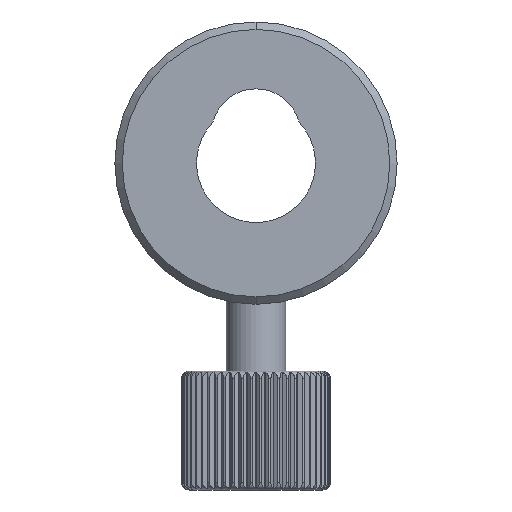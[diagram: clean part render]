
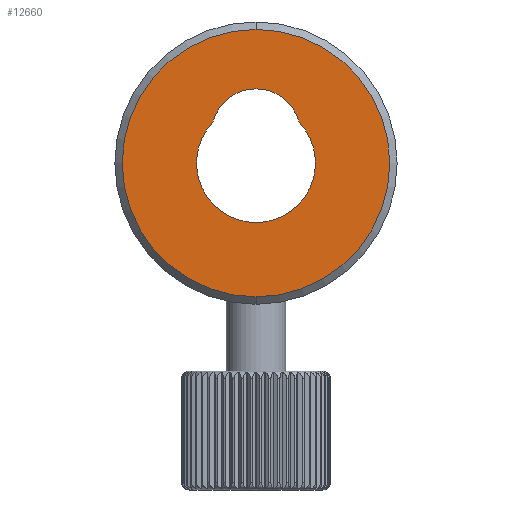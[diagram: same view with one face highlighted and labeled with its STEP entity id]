
A CAD part, front view. The second image highlights one B-rep face of the part: STEP entity #12660.
In plain terms, the highlighted planar face has unit normal (0, -1, 0).
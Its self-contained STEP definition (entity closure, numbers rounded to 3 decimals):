
#58 = EDGE_CURVE ( 'NONE', #11142, #4896, #5063, .T. ) ;
#391 = AXIS2_PLACEMENT_3D ( 'NONE', #10592, #4247, #11642 ) ;
#593 = CARTESIAN_POINT ( 'NONE',  ( 0., -3.2, 0. ) ) ;
#736 = CARTESIAN_POINT ( 'NONE',  ( 0., -3.2, 9. ) ) ;
#815 = DIRECTION ( 'NONE',  ( 0., -1., 0. ) ) ;
#1549 = ORIENTED_EDGE ( 'NONE', *, *, #4852, .T. ) ;
#1677 = DIRECTION ( 'NONE',  ( 0., 0., 1. ) ) ;
#2049 = AXIS2_PLACEMENT_3D ( 'NONE', #12182, #5855, #13238 ) ;
#2486 = CARTESIAN_POINT ( 'NONE',  ( 0., -3.2, 0. ) ) ;
#2774 = CARTESIAN_POINT ( 'NONE',  ( 2.905, -3.2, 2.75 ) ) ;
#2839 = EDGE_CURVE ( 'NONE', #6726, #8737, #4675, .T. ) ;
#3121 = FACE_BOUND ( 'NONE', #3906, .T. ) ;
#3255 = VERTEX_POINT ( 'NONE', #11634 ) ;
#3555 = DIRECTION ( 'NONE',  ( 0., 0., 1. ) ) ;
#3906 = EDGE_LOOP ( 'NONE', ( #8341, #11122, #7418 ) ) ;
#4132 = CIRCLE ( 'NONE', #10435, 4. ) ;
#4247 = DIRECTION ( 'NONE',  ( 0., 1., 0. ) ) ;
#4355 = CARTESIAN_POINT ( 'NONE',  ( 0., -3.2, 0. ) ) ;
#4675 = CIRCLE ( 'NONE', #6010, 9. ) ;
#4852 = EDGE_CURVE ( 'NONE', #8737, #6726, #9615, .T. ) ;
#4896 = VERTEX_POINT ( 'NONE', #2774 ) ;
#4904 = AXIS2_PLACEMENT_3D ( 'NONE', #4355, #11744, #5404 ) ;
#5063 = CIRCLE ( 'NONE', #2049, 3. ) ;
#5374 = AXIS2_PLACEMENT_3D ( 'NONE', #593, #8000, #1677 ) ;
#5404 = DIRECTION ( 'NONE',  ( 0., 0., 1. ) ) ;
#5855 = DIRECTION ( 'NONE',  ( 0., 1., 0. ) ) ;
#6010 = AXIS2_PLACEMENT_3D ( 'NONE', #7138, #815, #8210 ) ;
#6167 = ORIENTED_EDGE ( 'NONE', *, *, #2839, .T. ) ;
#6259 = CARTESIAN_POINT ( 'NONE',  ( -2.905, -3.2, 2.75 ) ) ;
#6326 = PLANE ( 'NONE',  #391 ) ;
#6726 = VERTEX_POINT ( 'NONE', #11674 ) ;
#7138 = CARTESIAN_POINT ( 'NONE',  ( 0., -3.2, 0. ) ) ;
#7418 = ORIENTED_EDGE ( 'NONE', *, *, #8933, .T. ) ;
#7663 = EDGE_LOOP ( 'NONE', ( #1549, #6167 ) ) ;
#8000 = DIRECTION ( 'NONE',  ( 0., -1., 0. ) ) ;
#8210 = DIRECTION ( 'NONE',  ( 0., 0., 1. ) ) ;
#8341 = ORIENTED_EDGE ( 'NONE', *, *, #58, .T. ) ;
#8737 = VERTEX_POINT ( 'NONE', #736 ) ;
#8933 = EDGE_CURVE ( 'NONE', #3255, #11142, #12049, .T. ) ;
#9615 = CIRCLE ( 'NONE', #5374, 9. ) ;
#9886 = DIRECTION ( 'NONE',  ( 0., 1., 0. ) ) ;
#10126 = EDGE_CURVE ( 'NONE', #4896, #3255, #4132, .T. ) ;
#10435 = AXIS2_PLACEMENT_3D ( 'NONE', #2486, #9886, #3555 ) ;
#10592 = CARTESIAN_POINT ( 'NONE',  ( 0., -3.2, 0. ) ) ;
#10911 = FACE_OUTER_BOUND ( 'NONE', #7663, .T. ) ;
#11122 = ORIENTED_EDGE ( 'NONE', *, *, #10126, .T. ) ;
#11142 = VERTEX_POINT ( 'NONE', #6259 ) ;
#11634 = CARTESIAN_POINT ( 'NONE',  ( 0., -3.2, -4. ) ) ;
#11642 = DIRECTION ( 'NONE',  ( 0., 0., 1. ) ) ;
#11674 = CARTESIAN_POINT ( 'NONE',  ( 0., -3.2, -9. ) ) ;
#11744 = DIRECTION ( 'NONE',  ( 0., 1., 0. ) ) ;
#12049 = CIRCLE ( 'NONE', #4904, 4. ) ;
#12182 = CARTESIAN_POINT ( 'NONE',  ( 0., -3.2, 2. ) ) ;
#12660 = ADVANCED_FACE ( 'NONE', ( #10911, #3121 ), #6326, .F. ) ;
#13238 = DIRECTION ( 'NONE',  ( 0., 0., 1. ) ) ;
